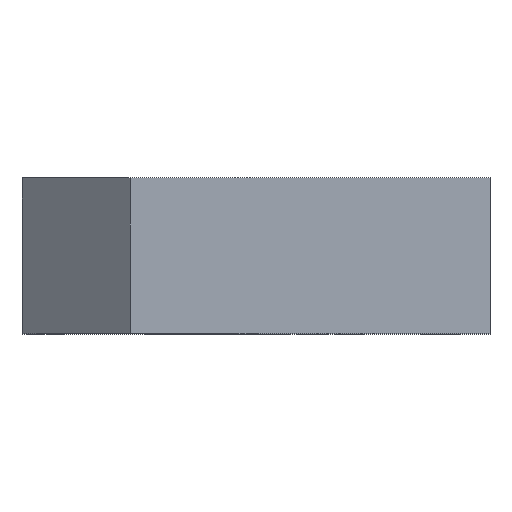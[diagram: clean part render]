
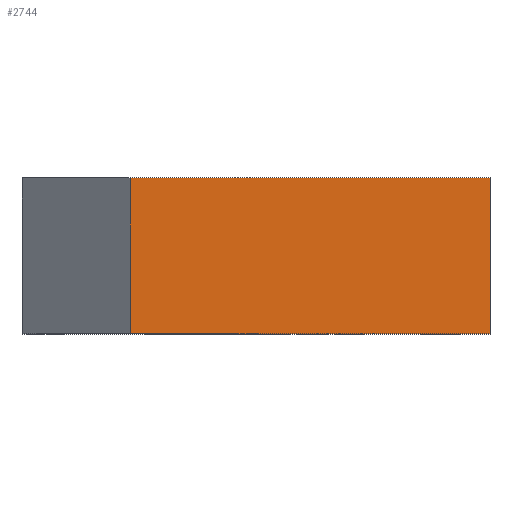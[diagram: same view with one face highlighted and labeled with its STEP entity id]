
A CAD part, top view. The second image highlights one B-rep face of the part: STEP entity #2744.
In plain terms, the highlighted planar face has unit normal (0, 0, 1).
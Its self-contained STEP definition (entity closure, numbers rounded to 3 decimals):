
#743 = EDGE_LOOP ( 'NONE', ( #3241, #3245, #3243, #3244 ) ) ;
#868 = EDGE_CURVE ( 'NONE', #2903, #2902, #3336, .T. ) ;
#999 = VECTOR ( 'NONE', #1769, 1000. ) ;
#1085 = DIRECTION ( 'NONE',  ( 1., 0., 0. ) ) ;
#1150 = CARTESIAN_POINT ( 'NONE',  ( 0., 0., 16. ) ) ;
#1160 = DIRECTION ( 'NONE',  ( 0., 0., 1. ) ) ;
#1192 = PLANE ( 'NONE',  #1886 ) ;
#1768 = CARTESIAN_POINT ( 'NONE',  ( 0., 0., 16. ) ) ;
#1769 = DIRECTION ( 'NONE',  ( 1., 0., 0. ) ) ;
#1886 = AXIS2_PLACEMENT_3D ( 'NONE', #1150, #1160, #1085 ) ;
#1918 = VECTOR ( 'NONE', #2325, 1000. ) ;
#1922 = VECTOR ( 'NONE', #2333, 1000. ) ;
#1923 = VECTOR ( 'NONE', #2335, 1000. ) ;
#2324 = CARTESIAN_POINT ( 'NONE',  ( 19.5, 0., 16. ) ) ;
#2325 = DIRECTION ( 'NONE',  ( 0., 1., 0. ) ) ;
#2332 = CARTESIAN_POINT ( 'NONE',  ( 19.5, 6.5, 16. ) ) ;
#2333 = DIRECTION ( 'NONE',  ( -1., 0., 0. ) ) ;
#2334 = CARTESIAN_POINT ( 'NONE',  ( 4.5, 6.5, 16. ) ) ;
#2335 = DIRECTION ( 'NONE',  ( 0., -1., 0. ) ) ;
#2515 = CARTESIAN_POINT ( 'NONE',  ( 19.5, 0., 16. ) ) ;
#2516 = CARTESIAN_POINT ( 'NONE',  ( 4.5, 0., 16. ) ) ;
#2612 = CARTESIAN_POINT ( 'NONE',  ( 19.5, 6.5, 16. ) ) ;
#2613 = CARTESIAN_POINT ( 'NONE',  ( 4.5, 6.5, 16. ) ) ;
#2744 = ADVANCED_FACE ( 'NONE', ( #3468 ), #1192, .T. ) ;
#2786 = EDGE_CURVE ( 'NONE', #2902, #2999, #3507, .T. ) ;
#2790 = EDGE_CURVE ( 'NONE', #2999, #3000, #3511, .T. ) ;
#2791 = EDGE_CURVE ( 'NONE', #3000, #2903, #3512, .T. ) ;
#2902 = VERTEX_POINT ( 'NONE', #2515 ) ;
#2903 = VERTEX_POINT ( 'NONE', #2516 ) ;
#2999 = VERTEX_POINT ( 'NONE', #2612 ) ;
#3000 = VERTEX_POINT ( 'NONE', #2613 ) ;
#3241 = ORIENTED_EDGE ( 'NONE', *, *, #2791, .T. ) ;
#3243 = ORIENTED_EDGE ( 'NONE', *, *, #2786, .T. ) ;
#3244 = ORIENTED_EDGE ( 'NONE', *, *, #2790, .T. ) ;
#3245 = ORIENTED_EDGE ( 'NONE', *, *, #868, .T. ) ;
#3336 = LINE ( 'NONE', #1768, #999 ) ;
#3468 = FACE_OUTER_BOUND ( 'NONE', #743, .T. ) ;
#3507 = LINE ( 'NONE', #2324, #1918 ) ;
#3511 = LINE ( 'NONE', #2332, #1922 ) ;
#3512 = LINE ( 'NONE', #2334, #1923 ) ;
